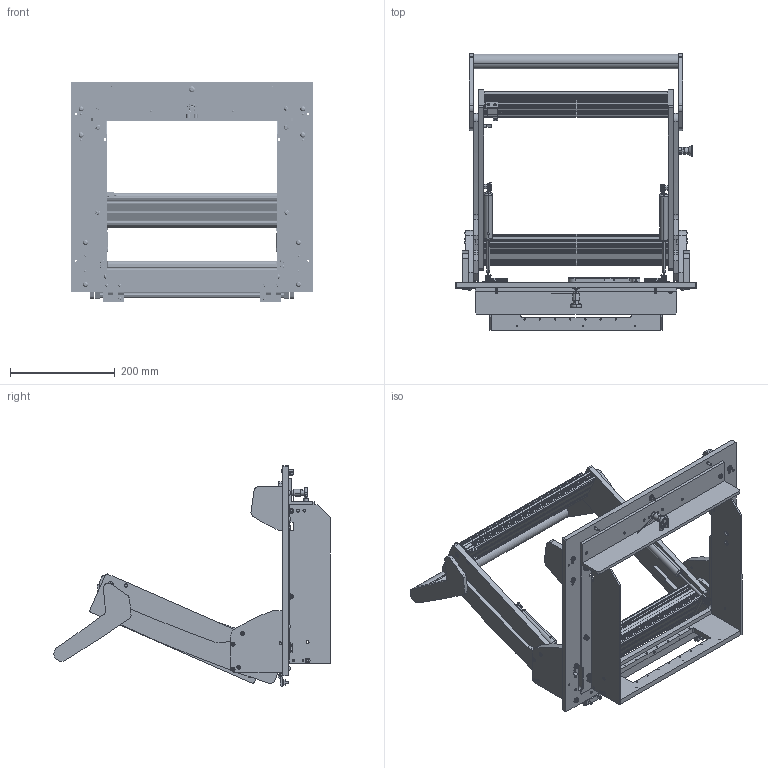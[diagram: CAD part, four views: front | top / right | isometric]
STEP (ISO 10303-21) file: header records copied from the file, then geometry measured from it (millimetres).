
FILE_DESCRIPTION (( 'STEP AP214' ), '1' );
FILE_NAME ('INGUN_43530_open.STEP', '2023-04-03T12:53:15', ( '' ), ( '' ), 'SwSTEP 2.0', 'SolidWorks 2021', '' );
FILE_SCHEMA (( 'AUTOMOTIVE_DESIGN' ));
Length unit declared in the file: millimetre
Products named in the file (75): DIN6325~n_02,0m6x020; 35651~1_S; 43495~0_S; 43198~4_KUNDE<S>; ASR~asr_拱04,2x07x拌8; 112064~0_S; 109987~0_KUNDE<S>; DIN7991~n_M05,0x016; ISO7380~n_M03,0x005; 109967~0_KUNDE<S>; 31194~0; 43579~2_KUNDE<S>; 35097~0; 109981~1_offen<S>; 38786~1_Einbau max 185,5 <Standard>; 2281~0_180ø<Standard>; DIN6325~n_04,0m6x024; 109977~0_KUNDE<S>; 111995~1_S; ISO7380~n_M05,0x020; 31253~0_S; DIN985-A2~n_M05,0; 34328~1_S; 112087~1_S; 43494~2_KUNDE<S>; 2528~0; 112086~2_S; 30915~0; 109963~0_KUNDE<S>; DIN125~n_04,3 M04,0; DIN912~n_M04,0x012; 35151~0_S; 32724~1; 32587~6_S; 53828~0_KUNDE<S>; 43492~5; INGUN_43530_open; ISO7380~n_M04,0x020; 109128~0_offen <S>; K_02037~0 ...
Assembly tree (170 placements, depth 5):
  INGUN_43530_open
    109981~1_offen<S>
      43492~5
      35661~4_S
      35662~11_S
      35663~9_S
      2281~0_180ø<Standard>  x2
        2281~0
      112064~0_S  x2
      53031~0_S
      35649~1_S
      35651~1_S
      31253~0_S
      30955~0_S
      30915~0
      ASR~asr_拱04,2x07x拌8  x2
      2528~0  x2
      31109~0
      35664~1_S
      114566~0_S  x2
        112087~1_S
          111995~1_S
          112086~2_S
          DIN125~n_05,3 M05,0 Fase
        49317~0
        DIN912~n_M04,0x016
        DIN125~n_04,3 M04,0
        DIN125~n_06,4 M06,0 Fase
      DIN6325~n_04,0m6x016  x2
      DIN7991~n_M05,0x020  x7
      DIN7991~n_M05,0x016  x12
      DIN125~n_05,3 M05,0 Fase  x5
      DIN985-A2~n_M05,0  x5
      DIN6325~n_04,0m6x024
      DIN7991~n_M03,0x016 VA  x2
      DIN912~n_M04,0x012
      DIN6325~n_02,0m6x020
      DIN6325~n_03,0m6x010  x4
      ISO7380~n_M05,0x008  x2
    109963~0_KUNDE<S>
      53829~2_KUNDE<S>
      43579~2_KUNDE<S>
    109967~0_KUNDE<S>
      53829~2_KUNDE<S>
      43579~2_KUNDE<S>
    109987~0_KUNDE<S>
      43198~4_KUNDE<S>
      43199~2_KUNDE<S>
      34328~1_S  x2
      53839~0_S
      53838~0_S
      32587~6_S
      35097~0
      35716~2
      35151~0_S
      32724~1
      3521~0_Spring Pin ISO 8752 - 3 x 16 - St  x5
      32578~1_S  x2
      ISO7380~n_M03,0x005  x2
      DIN7991~n_M05,0x020  x7
Bounding box: 460 x 527.04 x 421.5 mm (x, y, z)
Volume: 3428071.9 mm3; surface area: 1438539.6 mm2
Topology: 173 solids, 173 shells, 3983 faces, 9978 edges, 6362 vertices
Faces by surface type: cylinder 1632, plane 1530, cone 589, bspline 93, torus 75, sphere 64
Entity records: 75756 total; most frequent: CARTESIAN_POINT 13192, DIRECTION 12733, ORIENTED_EDGE 11340, EDGE_CURVE 5670, AXIS2_PLACEMENT_3D 4822, VERTEX_POINT 3664, VECTOR 3089, LINE 3089
